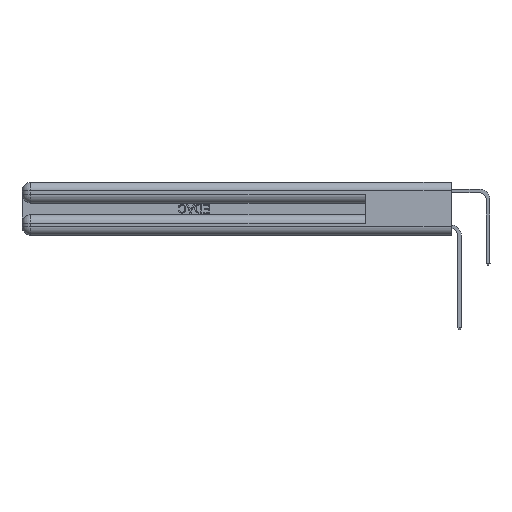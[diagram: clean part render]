
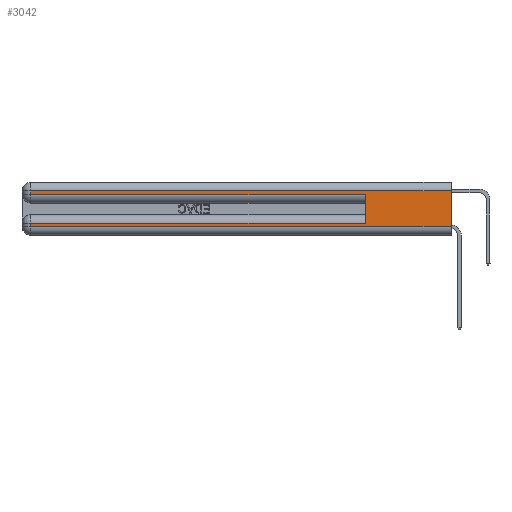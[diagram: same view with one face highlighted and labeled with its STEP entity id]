
A CAD part, left-side view. The second image highlights one B-rep face of the part: STEP entity #3042.
In plain terms, the highlighted planar face has unit normal (-1, 0, 0).
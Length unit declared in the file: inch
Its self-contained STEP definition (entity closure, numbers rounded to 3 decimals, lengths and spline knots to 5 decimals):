
#377 = EDGE_CURVE ( 'NONE', #27580, #10621, #31023, .T. ) ;
#395 = VERTEX_POINT ( 'NONE', #18919 ) ;
#1288 = ORIENTED_EDGE ( 'NONE', *, *, #14278, .F. ) ;
#1374 = LINE ( 'NONE', #12611, #30423 ) ;
#2735 = EDGE_CURVE ( 'NONE', #22903, #29779, #28033, .T. ) ;
#3013 = VECTOR ( 'NONE', #22238, 39.37008 ) ;
#3042 = ADVANCED_FACE ( 'NONE', ( #12010 ), #6488, .F. ) ;
#4673 = CARTESIAN_POINT ( 'NONE',  ( 0., 0., 0.285 ) ) ;
#5568 = DIRECTION ( 'NONE',  ( 0., 1., 0. ) ) ;
#6192 = CARTESIAN_POINT ( 'NONE',  ( 0., 2.94, 0.37 ) ) ;
#6488 = PLANE ( 'NONE',  #19974 ) ;
#7263 = DIRECTION ( 'NONE',  ( 0., 0., 1. ) ) ;
#7561 = LINE ( 'NONE', #10866, #24110 ) ;
#7603 = VECTOR ( 'NONE', #31605, 39.37008 ) ;
#7744 = DIRECTION ( 'NONE',  ( 0., -1., 0. ) ) ;
#7919 = ORIENTED_EDGE ( 'NONE', *, *, #29632, .T. ) ;
#8510 = VECTOR ( 'NONE', #20587, 39.37008 ) ;
#8715 = CARTESIAN_POINT ( 'NONE',  ( 0., 0., 0.06 ) ) ;
#10096 = CARTESIAN_POINT ( 'NONE',  ( 0., 0., 0.37 ) ) ;
#10403 = VECTOR ( 'NONE', #30635, 39.37008 ) ;
#10446 = VECTOR ( 'NONE', #14253, 39.37008 ) ;
#10621 = VERTEX_POINT ( 'NONE', #17765 ) ;
#10866 = CARTESIAN_POINT ( 'NONE',  ( 0., 0., 0.06 ) ) ;
#11226 = LINE ( 'NONE', #16537, #3013 ) ;
#11525 = VERTEX_POINT ( 'NONE', #34837 ) ;
#12010 = FACE_OUTER_BOUND ( 'NONE', #35518, .T. ) ;
#12236 = ORIENTED_EDGE ( 'NONE', *, *, #20878, .T. ) ;
#12611 = CARTESIAN_POINT ( 'NONE',  ( 0., 0.6, 0.145 ) ) ;
#12669 = LINE ( 'NONE', #10096, #8510 ) ;
#13115 = CARTESIAN_POINT ( 'NONE',  ( 0., 0., 0.31 ) ) ;
#14253 = DIRECTION ( 'NONE',  ( 0., 1., 0. ) ) ;
#14278 = EDGE_CURVE ( 'NONE', #27580, #24534, #1374, .T. ) ;
#14290 = LINE ( 'NONE', #6192, #7603 ) ;
#15117 = DIRECTION ( 'NONE',  ( 0., 0., -1. ) ) ;
#15703 = VERTEX_POINT ( 'NONE', #8715 ) ;
#16242 = LINE ( 'NONE', #4673, #10403 ) ;
#16537 = CARTESIAN_POINT ( 'NONE',  ( 0., 2.94, 0.37 ) ) ;
#16685 = ORIENTED_EDGE ( 'NONE', *, *, #34646, .T. ) ;
#16962 = CARTESIAN_POINT ( 'NONE',  ( 0., 0., 0.31 ) ) ;
#16999 = CARTESIAN_POINT ( 'NONE',  ( 0., 0., 0.085 ) ) ;
#17765 = CARTESIAN_POINT ( 'NONE',  ( 0., 2.94, 0.085 ) ) ;
#18242 = ORIENTED_EDGE ( 'NONE', *, *, #18590, .T. ) ;
#18590 = EDGE_CURVE ( 'NONE', #10621, #395, #14290, .T. ) ;
#18919 = CARTESIAN_POINT ( 'NONE',  ( 0., 2.94, 0.06 ) ) ;
#19061 = ORIENTED_EDGE ( 'NONE', *, *, #2735, .T. ) ;
#19974 = AXIS2_PLACEMENT_3D ( 'NONE', #23218, #29134, #15117 ) ;
#20587 = DIRECTION ( 'NONE',  ( 0., 0., -1. ) ) ;
#20878 = EDGE_CURVE ( 'NONE', #29779, #11525, #11226, .T. ) ;
#21167 = CARTESIAN_POINT ( 'NONE',  ( 0., 0.6, 0.285 ) ) ;
#22238 = DIRECTION ( 'NONE',  ( 0., 0., -1. ) ) ;
#22903 = VERTEX_POINT ( 'NONE', #13115 ) ;
#23218 = CARTESIAN_POINT ( 'NONE',  ( 0., 0., 0.37 ) ) ;
#23265 = VECTOR ( 'NONE', #5568, 39.37008 ) ;
#24110 = VECTOR ( 'NONE', #7744, 39.37008 ) ;
#24534 = VERTEX_POINT ( 'NONE', #21167 ) ;
#24886 = ORIENTED_EDGE ( 'NONE', *, *, #377, .T. ) ;
#24975 = EDGE_CURVE ( 'NONE', #22903, #15703, #12669, .T. ) ;
#25602 = CARTESIAN_POINT ( 'NONE',  ( 0., 0.6, 0.085 ) ) ;
#27580 = VERTEX_POINT ( 'NONE', #25602 ) ;
#27688 = ORIENTED_EDGE ( 'NONE', *, *, #24975, .F. ) ;
#28033 = LINE ( 'NONE', #16962, #23265 ) ;
#29134 = DIRECTION ( 'NONE',  ( 1., 0., 0. ) ) ;
#29632 = EDGE_CURVE ( 'NONE', #11525, #24534, #16242, .T. ) ;
#29779 = VERTEX_POINT ( 'NONE', #33584 ) ;
#30423 = VECTOR ( 'NONE', #7263, 39.37008 ) ;
#30635 = DIRECTION ( 'NONE',  ( 0., -1., 0. ) ) ;
#31023 = LINE ( 'NONE', #16999, #10446 ) ;
#31605 = DIRECTION ( 'NONE',  ( 0., 0., -1. ) ) ;
#33584 = CARTESIAN_POINT ( 'NONE',  ( 0., 2.94, 0.31 ) ) ;
#34646 = EDGE_CURVE ( 'NONE', #395, #15703, #7561, .T. ) ;
#34837 = CARTESIAN_POINT ( 'NONE',  ( 0., 2.94, 0.285 ) ) ;
#35518 = EDGE_LOOP ( 'NONE', ( #27688, #19061, #12236, #7919, #1288, #24886, #18242, #16685 ) ) ;
